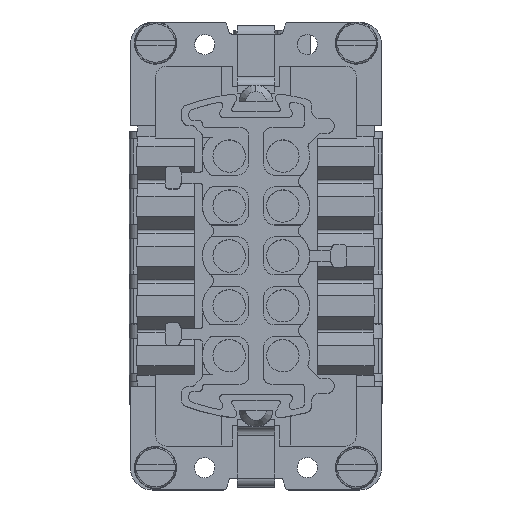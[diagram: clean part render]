
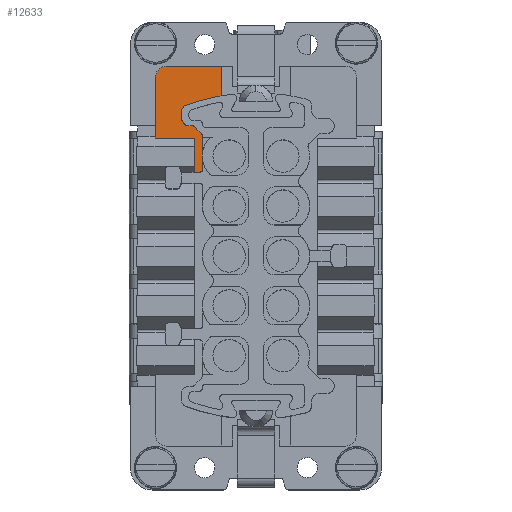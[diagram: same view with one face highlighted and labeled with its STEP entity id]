
A CAD part, top view. The second image highlights one B-rep face of the part: STEP entity #12633.
In plain terms, the highlighted planar face has unit normal (0, 0, 1).
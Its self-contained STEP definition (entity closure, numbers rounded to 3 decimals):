
#12478=AXIS2_PLACEMENT_3D('Plane Axis2P3D',#12475,#12476,#12477) ;
#12489=AXIS2_PLACEMENT_3D('Circle Axis2P3D',#12487,#12488,$) ;
#12524=AXIS2_PLACEMENT_3D('Circle Axis2P3D',#12522,#12523,$) ;
#12538=AXIS2_PLACEMENT_3D('Circle Axis2P3D',#12536,#12537,$) ;
#12552=AXIS2_PLACEMENT_3D('Circle Axis2P3D',#12550,#12551,$) ;
#11447=CARTESIAN_POINT('Line Origine',(8.7,56.9,69.8)) ;
#11451=CARTESIAN_POINT('Vertex',(5.,56.9,69.8)) ;
#11453=CARTESIAN_POINT('Vertex',(12.4,56.9,69.8)) ;
#12475=CARTESIAN_POINT('Axis2P3D Location',(29.,55.4,69.8)) ;
#12480=CARTESIAN_POINT('Line Origine',(12.4,54.903,69.8)) ;
#12484=CARTESIAN_POINT('Vertex',(12.4,52.905,69.8)) ;
#12487=CARTESIAN_POINT('Axis2P3D Location',(5.,55.4,69.8)) ;
#12491=CARTESIAN_POINT('Vertex',(3.5,55.4,69.8)) ;
#12494=CARTESIAN_POINT('Line Origine',(3.5,51.325,69.8)) ;
#12498=CARTESIAN_POINT('Vertex',(3.5,47.25,69.8)) ;
#12501=CARTESIAN_POINT('Line Origine',(6.125,47.25,69.8)) ;
#12505=CARTESIAN_POINT('Vertex',(8.75,47.25,69.8)) ;
#12508=CARTESIAN_POINT('Line Origine',(8.75,44.95,69.8)) ;
#12512=CARTESIAN_POINT('Vertex',(8.75,42.65,69.8)) ;
#12515=CARTESIAN_POINT('Line Origine',(9.125,42.65,69.8)) ;
#12519=CARTESIAN_POINT('Vertex',(9.5,42.65,69.8)) ;
#12522=CARTESIAN_POINT('Axis2P3D Location',(9.5,42.95,69.8)) ;
#12526=CARTESIAN_POINT('Vertex',(9.8,42.95,69.8)) ;
#12529=CARTESIAN_POINT('Line Origine',(9.8,45.221,69.8)) ;
#12533=CARTESIAN_POINT('Vertex',(9.8,47.493,69.8)) ;
#12536=CARTESIAN_POINT('Axis2P3D Location',(9.3,47.493,69.8)) ;
#12540=CARTESIAN_POINT('Vertex',(9.654,47.846,69.8)) ;
#12543=CARTESIAN_POINT('Line Origine',(9.2,48.3,69.8)) ;
#12547=CARTESIAN_POINT('Vertex',(8.746,48.754,69.8)) ;
#12550=CARTESIAN_POINT('Axis2P3D Location',(8.393,48.4,69.8)) ;
#12554=CARTESIAN_POINT('Vertex',(8.393,48.9,69.8)) ;
#12557=CARTESIAN_POINT('Line Origine',(8.196,48.9,69.8)) ;
#12561=CARTESIAN_POINT('Vertex',(8.,48.9,69.8)) ;
#12565=CARTESIAN_POINT('Control Point',(7.,49.9,69.8)) ;
#12566=CARTESIAN_POINT('Control Point',(7.,49.802,69.8)) ;
#12567=CARTESIAN_POINT('Control Point',(7.012,49.704,69.8)) ;
#12568=CARTESIAN_POINT('Control Point',(7.036,49.608,69.8)) ;
#12569=CARTESIAN_POINT('Control Point',(7.107,49.424,69.8)) ;
#12570=CARTESIAN_POINT('Control Point',(7.22,49.262,69.8)) ;
#12571=CARTESIAN_POINT('Control Point',(7.287,49.189,69.8)) ;
#12572=CARTESIAN_POINT('Control Point',(7.436,49.06,69.8)) ;
#12573=CARTESIAN_POINT('Control Point',(7.612,48.97,69.8)) ;
#12574=CARTESIAN_POINT('Control Point',(7.705,48.937,69.8)) ;
#12575=CARTESIAN_POINT('Control Point',(7.821,48.91,69.8)) ;
#12576=CARTESIAN_POINT('Control Point',(7.939,48.902,69.8)) ;
#12577=CARTESIAN_POINT('Control Point',(7.96,48.901,69.8)) ;
#12578=CARTESIAN_POINT('Control Point',(7.98,48.9,69.8)) ;
#12579=CARTESIAN_POINT('Control Point',(8.,48.9,69.8)) ;
#12580=CARTESIAN_POINT('Vertex',(7.,49.9,69.8)) ;
#12583=CARTESIAN_POINT('Line Origine',(7.,50.296,69.8)) ;
#12587=CARTESIAN_POINT('Vertex',(7.,50.693,69.8)) ;
#12591=CARTESIAN_POINT('Control Point',(7.654,51.631,69.8)) ;
#12592=CARTESIAN_POINT('Control Point',(7.562,51.597,69.8)) ;
#12593=CARTESIAN_POINT('Control Point',(7.475,51.552,69.8)) ;
#12594=CARTESIAN_POINT('Control Point',(7.394,51.497,69.8)) ;
#12595=CARTESIAN_POINT('Control Point',(7.246,51.368,69.8)) ;
#12596=CARTESIAN_POINT('Control Point',(7.134,51.207,69.8)) ;
#12597=CARTESIAN_POINT('Control Point',(7.088,51.12,69.8)) ;
#12598=CARTESIAN_POINT('Control Point',(7.035,50.982,69.8)) ;
#12599=CARTESIAN_POINT('Control Point',(7.009,50.839,69.8)) ;
#12600=CARTESIAN_POINT('Control Point',(7.003,50.79,69.8)) ;
#12601=CARTESIAN_POINT('Control Point',(7.,50.741,69.8)) ;
#12602=CARTESIAN_POINT('Control Point',(7.,50.693,69.8)) ;
#12603=CARTESIAN_POINT('Vertex',(7.654,51.631,69.8)) ;
#12607=CARTESIAN_POINT('Control Point',(12.4,52.905,69.8)) ;
#12608=CARTESIAN_POINT('Control Point',(11.43,52.738,69.8)) ;
#12609=CARTESIAN_POINT('Control Point',(10.468,52.526,69.8)) ;
#12610=CARTESIAN_POINT('Control Point',(9.516,52.27,69.8)) ;
#12611=CARTESIAN_POINT('Control Point',(8.577,51.971,69.8)) ;
#12612=CARTESIAN_POINT('Control Point',(7.654,51.631,69.8)) ;
#11448=DIRECTION('Vector Direction',(1.,0.,0.)) ;
#12476=DIRECTION('Axis2P3D Direction',(0.,0.,-1.)) ;
#12477=DIRECTION('Axis2P3D XDirection',(1.,0.,0.)) ;
#12481=DIRECTION('Vector Direction',(0.,-1.,0.)) ;
#12488=DIRECTION('Axis2P3D Direction',(0.,0.,-1.)) ;
#12495=DIRECTION('Vector Direction',(0.,1.,0.)) ;
#12502=DIRECTION('Vector Direction',(-1.,0.,0.)) ;
#12509=DIRECTION('Vector Direction',(0.,1.,0.)) ;
#12516=DIRECTION('Vector Direction',(1.,0.,0.)) ;
#12523=DIRECTION('Axis2P3D Direction',(0.,0.,-1.)) ;
#12530=DIRECTION('Vector Direction',(0.,-1.,0.)) ;
#12537=DIRECTION('Axis2P3D Direction',(0.,0.,-1.)) ;
#12544=DIRECTION('Vector Direction',(0.707,-0.707,0.)) ;
#12551=DIRECTION('Axis2P3D Direction',(0.,0.,-1.)) ;
#12558=DIRECTION('Vector Direction',(1.,0.,0.)) ;
#12584=DIRECTION('Vector Direction',(0.,-1.,0.)) ;
#11449=VECTOR('Line Direction',#11448,1.) ;
#12482=VECTOR('Line Direction',#12481,1.) ;
#12496=VECTOR('Line Direction',#12495,1.) ;
#12503=VECTOR('Line Direction',#12502,1.) ;
#12510=VECTOR('Line Direction',#12509,1.) ;
#12517=VECTOR('Line Direction',#12516,1.) ;
#12531=VECTOR('Line Direction',#12530,1.) ;
#12545=VECTOR('Line Direction',#12544,1.) ;
#12559=VECTOR('Line Direction',#12558,1.) ;
#12585=VECTOR('Line Direction',#12584,1.) ;
#12615=ORIENTED_EDGE('',*,*,#12486,.F.) ;
#12616=ORIENTED_EDGE('',*,*,#11455,.F.) ;
#12617=ORIENTED_EDGE('',*,*,#12493,.F.) ;
#12618=ORIENTED_EDGE('',*,*,#12500,.F.) ;
#12619=ORIENTED_EDGE('',*,*,#12507,.F.) ;
#12620=ORIENTED_EDGE('',*,*,#12514,.F.) ;
#12621=ORIENTED_EDGE('',*,*,#12521,.T.) ;
#12622=ORIENTED_EDGE('',*,*,#12528,.F.) ;
#12623=ORIENTED_EDGE('',*,*,#12535,.F.) ;
#12624=ORIENTED_EDGE('',*,*,#12542,.F.) ;
#12625=ORIENTED_EDGE('',*,*,#12549,.F.) ;
#12626=ORIENTED_EDGE('',*,*,#12556,.F.) ;
#12627=ORIENTED_EDGE('',*,*,#12563,.F.) ;
#12628=ORIENTED_EDGE('',*,*,#12582,.F.) ;
#12629=ORIENTED_EDGE('',*,*,#12589,.F.) ;
#12630=ORIENTED_EDGE('',*,*,#12605,.F.) ;
#12631=ORIENTED_EDGE('',*,*,#12613,.F.) ;
#12633=ADVANCED_FACE('Standard_1\\_1848570000',(#12632),#12479,.F.) ;
#12564=B_SPLINE_CURVE_WITH_KNOTS('',5,(#12565,#12566,#12567,#12568,#12569,#12570,#12571,#12572,#12573,#12574,#12575,#12576,#12577,#12578,#12579),.UNSPECIFIED.,.F.,.U.,(6,3,3,3,6),(0.,0.693,1.386,2.078,2.221),.UNSPECIFIED.) ;
#12590=B_SPLINE_CURVE_WITH_KNOTS('',5,(#12591,#12592,#12593,#12594,#12595,#12596,#12597,#12598,#12599,#12600,#12601,#12602),.UNSPECIFIED.,.F.,.U.,(6,3,3,6),(0.,0.689,1.377,1.721),.UNSPECIFIED.) ;
#12606=B_SPLINE_CURVE_WITH_KNOTS('',5,(#12607,#12608,#12609,#12610,#12611,#12612),.UNSPECIFIED.,.F.,.U.,(6,6),(0.,6.959),.UNSPECIFIED.) ;
#12490=CIRCLE('generated circle',#12489,1.5) ;
#12525=CIRCLE('generated circle',#12524,0.3) ;
#12539=CIRCLE('generated circle',#12538,0.5) ;
#12553=CIRCLE('generated circle',#12552,0.5) ;
#11455=EDGE_CURVE('',#11452,#11454,#11450,.T.) ;
#12486=EDGE_CURVE('',#11454,#12485,#12483,.T.) ;
#12493=EDGE_CURVE('',#12492,#11452,#12490,.T.) ;
#12500=EDGE_CURVE('',#12499,#12492,#12497,.T.) ;
#12507=EDGE_CURVE('',#12506,#12499,#12504,.T.) ;
#12514=EDGE_CURVE('',#12513,#12506,#12511,.T.) ;
#12521=EDGE_CURVE('',#12513,#12520,#12518,.T.) ;
#12528=EDGE_CURVE('',#12527,#12520,#12525,.T.) ;
#12535=EDGE_CURVE('',#12534,#12527,#12532,.T.) ;
#12542=EDGE_CURVE('',#12541,#12534,#12539,.T.) ;
#12549=EDGE_CURVE('',#12548,#12541,#12546,.T.) ;
#12556=EDGE_CURVE('',#12555,#12548,#12553,.T.) ;
#12563=EDGE_CURVE('',#12562,#12555,#12560,.T.) ;
#12582=EDGE_CURVE('',#12581,#12562,#12564,.T.) ;
#12589=EDGE_CURVE('',#12588,#12581,#12586,.T.) ;
#12605=EDGE_CURVE('',#12604,#12588,#12590,.T.) ;
#12613=EDGE_CURVE('',#12485,#12604,#12606,.T.) ;
#12614=EDGE_LOOP('',(#12615,#12616,#12617,#12618,#12619,#12620,#12621,#12622,#12623,#12624,#12625,#12626,#12627,#12628,#12629,#12630,#12631)) ;
#12632=FACE_OUTER_BOUND('',#12614,.T.) ;
#11450=LINE('Line',#11447,#11449) ;
#12483=LINE('Line',#12480,#12482) ;
#12497=LINE('Line',#12494,#12496) ;
#12504=LINE('Line',#12501,#12503) ;
#12511=LINE('Line',#12508,#12510) ;
#12518=LINE('Line',#12515,#12517) ;
#12532=LINE('Line',#12529,#12531) ;
#12546=LINE('Line',#12543,#12545) ;
#12560=LINE('Line',#12557,#12559) ;
#12586=LINE('Line',#12583,#12585) ;
#12479=PLANE('',#12478) ;
#11452=VERTEX_POINT('',#11451) ;
#11454=VERTEX_POINT('',#11453) ;
#12485=VERTEX_POINT('',#12484) ;
#12492=VERTEX_POINT('',#12491) ;
#12499=VERTEX_POINT('',#12498) ;
#12506=VERTEX_POINT('',#12505) ;
#12513=VERTEX_POINT('',#12512) ;
#12520=VERTEX_POINT('',#12519) ;
#12527=VERTEX_POINT('',#12526) ;
#12534=VERTEX_POINT('',#12533) ;
#12541=VERTEX_POINT('',#12540) ;
#12548=VERTEX_POINT('',#12547) ;
#12555=VERTEX_POINT('',#12554) ;
#12562=VERTEX_POINT('',#12561) ;
#12581=VERTEX_POINT('',#12580) ;
#12588=VERTEX_POINT('',#12587) ;
#12604=VERTEX_POINT('',#12603) ;
